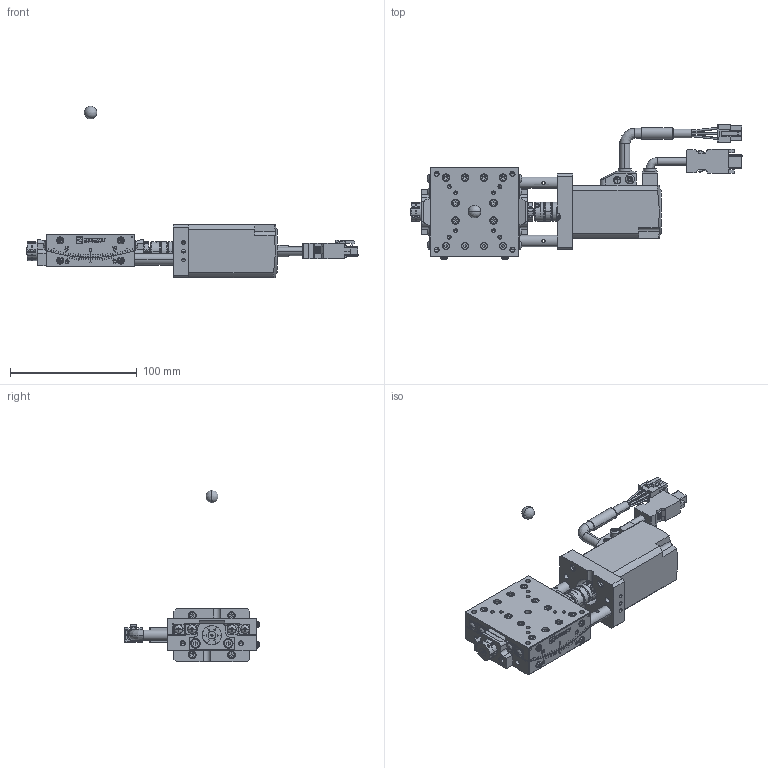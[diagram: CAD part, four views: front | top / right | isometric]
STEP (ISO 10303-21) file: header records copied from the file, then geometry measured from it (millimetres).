
FILE_DESCRIPTION( (''), '2;1');
FILE_NAME ('DR051319-0001-000-00.stp','2019-04-18T20:38:23',(''),(''),'spGate 13.4.4','','');
FILE_SCHEMA (('AUTOMOTIVE_DESIGN'));
Length unit declared in the file: millimetre
Products named in the file (7): Assembly; DR051319-0001-000-00-prt0; DR051319-0001-000-00-prt1; DR051319-0001-000-00-prt2; DR051319-0001-000-00-prt3; DR051319-0001-000-00-prt4; DR051319-0001-000-00-prt5
Assembly tree (6 placements, depth 2):
  Assembly
    DR051319-0001-000-00-prt0
    DR051319-0001-000-00-prt1
    DR051319-0001-000-00-prt2
    DR051319-0001-000-00-prt3
    DR051319-0001-000-00-prt4
    DR051319-0001-000-00-prt5
Bounding box: 262.4 x 106.38 x 135.5 mm (x, y, z)
Volume: 296562.6 mm3; surface area: 91435.6 mm2
Topology: 6 solids, 6 shells, 3183 faces, 7951 edges, 4921 vertices
Faces by surface type: plane 1782, cylinder 861, bspline 513, sphere 27
Entity records: 163328 total; most frequent: CARTESIAN_POINT 28155, ORIENTED_EDGE 15578, DIRECTION 14041, COLOUR_RGB 10978, PRESENTATION_STYLE_ASSIGNMENT 10978, STYLED_ITEM 10978, EDGE_CURVE 7789, DRAUGHTING_PRE_DEFINED_CURVE_FONT 7789
